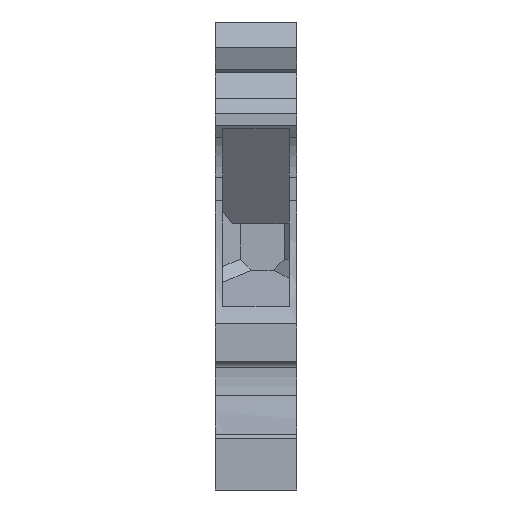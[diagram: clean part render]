
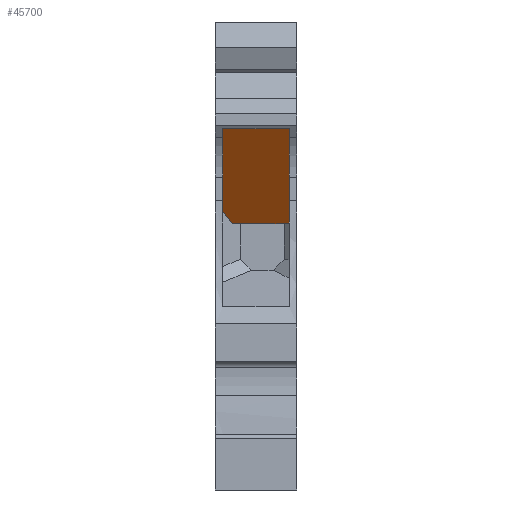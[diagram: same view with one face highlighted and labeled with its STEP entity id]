
A CAD part, front view. The second image highlights one B-rep face of the part: STEP entity #45700.
In plain terms, the highlighted face is planar.
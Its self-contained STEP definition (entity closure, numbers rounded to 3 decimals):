
#40600=CARTESIAN_POINT('',(-23.705,29.322,
-0.75));
#40610=VERTEX_POINT('',#40600);
#40640=CARTESIAN_POINT('',(-23.705,29.322,
0.));
#40650=DIRECTION('',(0.,0.,1.));
#40660=VECTOR('',#40650,1.);
#40670=LINE('',#40640,#40660);
#40680=CARTESIAN_POINT('',(-23.705,29.322,
-7.4));
#40690=VERTEX_POINT('',#40680);
#40700=EDGE_CURVE('',#40690,#40610,#40670,.T.);
#41340=CARTESIAN_POINT('',(-7.501,8.379,
-7.4));
#41350=DIRECTION('',(-0.612,0.791,0.));
#41360=VECTOR('',#41350,1.);
#41370=LINE('',#41340,#41360);
#41380=CARTESIAN_POINT('',(-17.3,21.044,
-7.4));
#41390=VERTEX_POINT('',#41380);
#41400=EDGE_CURVE('',#41390,#40690,#41370,.T.);
#42400=CARTESIAN_POINT('',(-7.501,8.379,
-0.75));
#42410=DIRECTION('',(-0.612,0.791,0.));
#42420=VECTOR('',#42410,1.);
#42430=LINE('',#42400,#42420);
#42440=CARTESIAN_POINT('',(-16.45,19.945,
-0.75));
#42450=VERTEX_POINT('',#42440);
#42460=EDGE_CURVE('',#42450,#40610,#42430,.T.);
#45380=CARTESIAN_POINT('',(-25.855,32.101,
-7.4));
#45390=DIRECTION('',(0.791,0.612,0.));
#45400=DIRECTION('',(0.612,-0.791,0.));
#45410=AXIS2_PLACEMENT_3D('',#45380,#45390,#45400);
#45420=PLANE('',#45410);
#45430=CARTESIAN_POINT('',(-16.35,19.816,
0.));
#45440=DIRECTION('',(0.,0.,-1.));
#45450=VECTOR('',#45440,1.);
#45460=LINE('',#45430,#45450);
#45470=CARTESIAN_POINT('',(-16.35,19.816,
-0.85));
#45480=VERTEX_POINT('',#45470);
#45490=CARTESIAN_POINT('',(-16.35,19.816,
-6.45));
#45500=VERTEX_POINT('',#45490);
#45510=EDGE_CURVE('',#45480,#45500,#45460,.T.);
#45520=ORIENTED_EDGE('',*,*,#45510,.F.);
#45530=CARTESIAN_POINT('',(-1.482,0.6,
8.418));
#45540=DIRECTION('',(-0.522,0.675,
-0.522));
#45550=VECTOR('',#45540,1.);
#45560=LINE('',#45530,#45550);
#45570=EDGE_CURVE('',#45500,#41390,#45560,.T.);
#45580=ORIENTED_EDGE('',*,*,#45570,.F.);
#45590=ORIENTED_EDGE('',*,*,#41400,.F.);
#45600=ORIENTED_EDGE('',*,*,#40700,.F.);
#45610=ORIENTED_EDGE('',*,*,#42460,.T.);
#45620=CARTESIAN_POINT('',(-1.482,0.6,
-15.718));
#45630=DIRECTION('',(0.522,-0.675,
-0.522));
#45640=VECTOR('',#45630,1.);
#45650=LINE('',#45620,#45640);
#45660=EDGE_CURVE('',#42450,#45480,#45650,.T.);
#45670=ORIENTED_EDGE('',*,*,#45660,.F.);
#45680=EDGE_LOOP('',(#45670,#45610,#45600,#45590,#45580,#45520));
#45690=FACE_OUTER_BOUND('',#45680,.T.);
#45700=ADVANCED_FACE('',(#45690),#45420,.F.);
